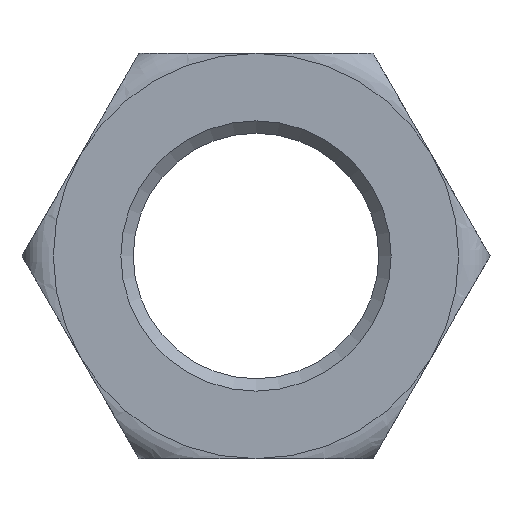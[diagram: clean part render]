
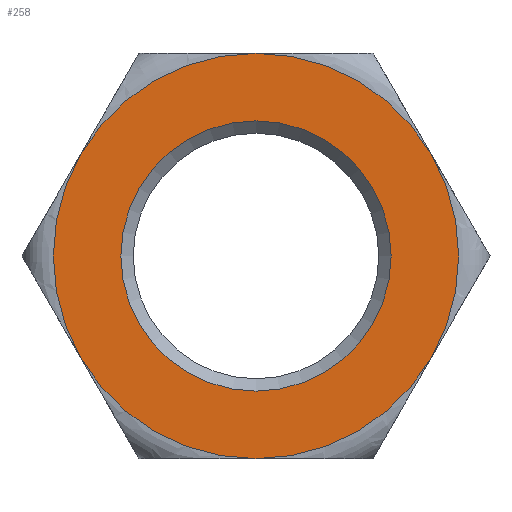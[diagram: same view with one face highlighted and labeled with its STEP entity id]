
A CAD part, front view. The second image highlights one B-rep face of the part: STEP entity #258.
In plain terms, the highlighted planar face has unit normal (0, -1, 0).
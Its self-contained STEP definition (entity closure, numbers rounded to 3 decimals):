
#28 = CARTESIAN_POINT ( 'NONE',  ( 0., -24., 0. ) ) ;
#62 = CARTESIAN_POINT ( 'NONE',  ( 38.971, -24., -22.5 ) ) ;
#64 = AXIS2_PLACEMENT_3D ( 'NONE', #1167, #973, #1047 ) ;
#67 = CARTESIAN_POINT ( 'NONE',  ( 0., -24., 0. ) ) ;
#73 = CARTESIAN_POINT ( 'NONE',  ( 25.981, -24., -45. ) ) ;
#77 = AXIS2_PLACEMENT_3D ( 'NONE', #1185, #664, #285 ) ;
#86 = DIRECTION ( 'NONE',  ( 0., 1., 0. ) ) ;
#128 = EDGE_CURVE ( 'NONE', #759, #1062, #164, .T. ) ;
#133 = DIRECTION ( 'NONE',  ( 1., 0., 0. ) ) ;
#159 = AXIS2_PLACEMENT_3D ( 'NONE', #241, #1054, #467 ) ;
#164 = LINE ( 'NONE', #567, #187 ) ;
#173 = AXIS2_PLACEMENT_3D ( 'NONE', #602, #1241, #593 ) ;
#187 = VECTOR ( 'NONE', #482, 1000. ) ;
#192 = CIRCLE ( 'NONE', #64, 45. ) ;
#226 = ORIENTED_EDGE ( 'NONE', *, *, #1043, .F. ) ;
#239 = ORIENTED_EDGE ( 'NONE', *, *, #1121, .F. ) ;
#241 = CARTESIAN_POINT ( 'NONE',  ( 0., -24., 0. ) ) ;
#242 = VERTEX_POINT ( 'NONE', #527 ) ;
#258 = ADVANCED_FACE ( 'NONE', ( #1173, #939 ), #835, .F. ) ;
#282 = DIRECTION ( 'NONE',  ( -0.5, 0., -0.866 ) ) ;
#285 = DIRECTION ( 'NONE',  ( 0., 0., 1. ) ) ;
#292 = CARTESIAN_POINT ( 'NONE',  ( 38.971, -24., -22.5 ) ) ;
#294 = CARTESIAN_POINT ( 'NONE',  ( 0., -24., 0. ) ) ;
#300 = CARTESIAN_POINT ( 'NONE',  ( 38.971, -24., 22.5 ) ) ;
#318 = VERTEX_POINT ( 'NONE', #62 ) ;
#338 = ORIENTED_EDGE ( 'NONE', *, *, #429, .F. ) ;
#339 = EDGE_CURVE ( 'NONE', #1040, #1242, #359, .T. ) ;
#359 = LINE ( 'NONE', #1212, #1094 ) ;
#367 = CIRCLE ( 'NONE', #813, 45. ) ;
#377 = DIRECTION ( 'NONE',  ( 1., 0., 0. ) ) ;
#384 = CARTESIAN_POINT ( 'NONE',  ( 51.962, -24., 0. ) ) ;
#395 = CIRCLE ( 'NONE', #173, 45. ) ;
#416 = CARTESIAN_POINT ( 'NONE',  ( -38.971, -24., -22.5 ) ) ;
#429 = EDGE_CURVE ( 'NONE', #566, #242, #1210, .T. ) ;
#430 = CARTESIAN_POINT ( 'NONE',  ( 0., -24., 0. ) ) ;
#431 = ORIENTED_EDGE ( 'NONE', *, *, #466, .F. ) ;
#434 = DIRECTION ( 'NONE',  ( 0., 1., 0. ) ) ;
#437 = DIRECTION ( 'NONE',  ( 0., 1., 0. ) ) ;
#466 = EDGE_CURVE ( 'NONE', #1292, #1163, #192, .T. ) ;
#467 = DIRECTION ( 'NONE',  ( 1., 0., 0. ) ) ;
#482 = DIRECTION ( 'NONE',  ( 0.5, 0., 0.866 ) ) ;
#502 = CARTESIAN_POINT ( 'NONE',  ( 0., -24., -45. ) ) ;
#527 = CARTESIAN_POINT ( 'NONE',  ( 0., -24., -45. ) ) ;
#530 = VERTEX_POINT ( 'NONE', #1160 ) ;
#566 = VERTEX_POINT ( 'NONE', #502 ) ;
#567 = CARTESIAN_POINT ( 'NONE',  ( -51.962, -24., 0. ) ) ;
#572 = EDGE_CURVE ( 'NONE', #242, #918, #395, .T. ) ;
#593 = DIRECTION ( 'NONE',  ( 1., 0., 0. ) ) ;
#597 = EDGE_CURVE ( 'NONE', #318, #566, #1265, .T. ) ;
#602 = CARTESIAN_POINT ( 'NONE',  ( 0., -24., 0. ) ) ;
#620 = ORIENTED_EDGE ( 'NONE', *, *, #339, .F. ) ;
#628 = ORIENTED_EDGE ( 'NONE', *, *, #128, .F. ) ;
#651 = ORIENTED_EDGE ( 'NONE', *, *, #572, .F. ) ;
#656 = DIRECTION ( 'NONE',  ( -1., 0., 0. ) ) ;
#664 = DIRECTION ( 'NONE',  ( 0., 1., 0. ) ) ;
#679 = LINE ( 'NONE', #384, #1006 ) ;
#700 = AXIS2_PLACEMENT_3D ( 'NONE', #430, #437, #848 ) ;
#729 = EDGE_CURVE ( 'NONE', #1242, #1292, #1302, .T. ) ;
#759 = VERTEX_POINT ( 'NONE', #1101 ) ;
#768 = DIRECTION ( 'NONE',  ( 0., 1., 0. ) ) ;
#787 = EDGE_CURVE ( 'NONE', #1062, #1040, #367, .T. ) ;
#808 = EDGE_CURVE ( 'NONE', #530, #530, #990, .T. ) ;
#813 = AXIS2_PLACEMENT_3D ( 'NONE', #67, #768, #377 ) ;
#835 = PLANE ( 'NONE',  #700 ) ;
#842 = ORIENTED_EDGE ( 'NONE', *, *, #597, .F. ) ;
#848 = DIRECTION ( 'NONE',  ( 0., 0., 1. ) ) ;
#864 = ORIENTED_EDGE ( 'NONE', *, *, #729, .F. ) ;
#896 = AXIS2_PLACEMENT_3D ( 'NONE', #28, #434, #133 ) ;
#908 = CARTESIAN_POINT ( 'NONE',  ( 0., -24., 45. ) ) ;
#918 = VERTEX_POINT ( 'NONE', #416 ) ;
#931 = VECTOR ( 'NONE', #656, 1000. ) ;
#939 = FACE_OUTER_BOUND ( 'NONE', #1274, .T. ) ;
#962 = ORIENTED_EDGE ( 'NONE', *, *, #808, .T. ) ;
#973 = DIRECTION ( 'NONE',  ( 0., 1., 0. ) ) ;
#978 = CARTESIAN_POINT ( 'NONE',  ( 0., -24., 45. ) ) ;
#990 = CIRCLE ( 'NONE', #77, 30. ) ;
#1006 = VECTOR ( 'NONE', #282, 1000. ) ;
#1040 = VERTEX_POINT ( 'NONE', #978 ) ;
#1043 = EDGE_CURVE ( 'NONE', #918, #759, #1325, .T. ) ;
#1047 = DIRECTION ( 'NONE',  ( 1., 0., 0. ) ) ;
#1054 = DIRECTION ( 'NONE',  ( 0., 1., 0. ) ) ;
#1062 = VERTEX_POINT ( 'NONE', #1180 ) ;
#1094 = VECTOR ( 'NONE', #1103, 1000. ) ;
#1098 = AXIS2_PLACEMENT_3D ( 'NONE', #294, #86, #1128 ) ;
#1101 = CARTESIAN_POINT ( 'NONE',  ( -38.971, -24., 22.5 ) ) ;
#1103 = DIRECTION ( 'NONE',  ( 1., 0., 0. ) ) ;
#1121 = EDGE_CURVE ( 'NONE', #1163, #318, #679, .T. ) ;
#1128 = DIRECTION ( 'NONE',  ( 1., 0., 0. ) ) ;
#1160 = CARTESIAN_POINT ( 'NONE',  ( 0., -24., 30. ) ) ;
#1163 = VERTEX_POINT ( 'NONE', #292 ) ;
#1167 = CARTESIAN_POINT ( 'NONE',  ( 0., -24., 0. ) ) ;
#1173 = FACE_BOUND ( 'NONE', #1262, .T. ) ;
#1180 = CARTESIAN_POINT ( 'NONE',  ( -38.971, -24., 22.5 ) ) ;
#1185 = CARTESIAN_POINT ( 'NONE',  ( 0., -24., 0. ) ) ;
#1210 = LINE ( 'NONE', #73, #931 ) ;
#1212 = CARTESIAN_POINT ( 'NONE',  ( -25.981, -24., 45. ) ) ;
#1241 = DIRECTION ( 'NONE',  ( 0., 1., 0. ) ) ;
#1242 = VERTEX_POINT ( 'NONE', #908 ) ;
#1262 = EDGE_LOOP ( 'NONE', ( #962 ) ) ;
#1264 = ORIENTED_EDGE ( 'NONE', *, *, #787, .F. ) ;
#1265 = CIRCLE ( 'NONE', #1098, 45. ) ;
#1274 = EDGE_LOOP ( 'NONE', ( #842, #239, #431, #864, #620, #1264, #628, #226, #651, #338 ) ) ;
#1292 = VERTEX_POINT ( 'NONE', #300 ) ;
#1302 = CIRCLE ( 'NONE', #896, 45. ) ;
#1325 = CIRCLE ( 'NONE', #159, 45. ) ;
